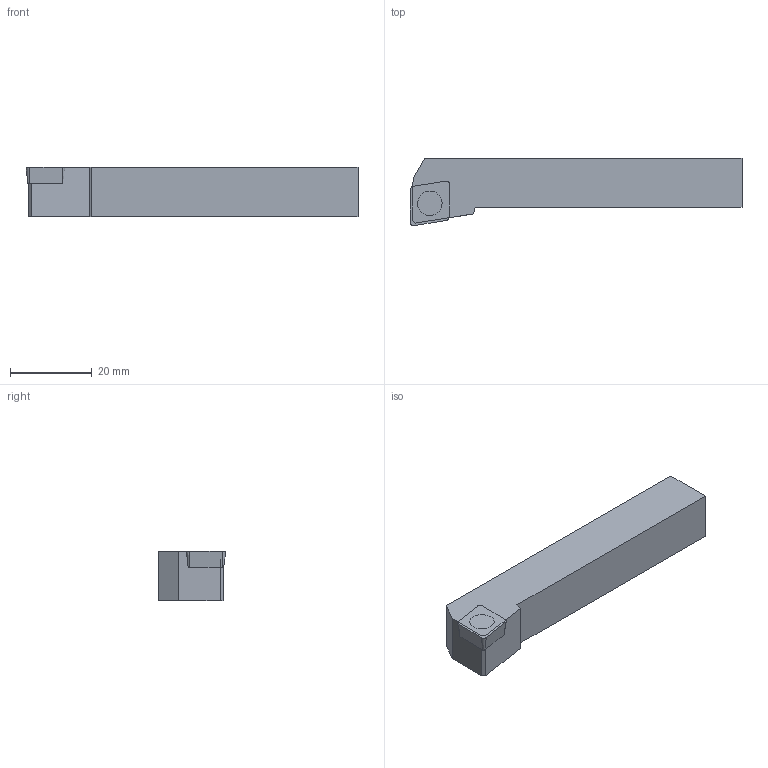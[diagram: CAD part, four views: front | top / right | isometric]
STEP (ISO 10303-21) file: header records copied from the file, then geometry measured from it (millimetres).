
FILE_DESCRIPTION(/* description */ (''),/* implementation_level */ '2;1');
FILE_NAME(/* name */ 'SCFCR1212F09_SIM.stp',/* time_stamp */ '2024-05-20T10:48:44+02:00',/* author */ (''),/* organization */ (''),/* preprocessor_version */ 'ST-DEVELOPER v18.102',/* originating_system */ 'SIEMENS PLM Software NX 2027',/* authorisation */ '');
FILE_SCHEMA (('AUTOMOTIVE_DESIGN { 1 0 10303 214 3 1 1 1 }'));
Length unit declared in the file: millimetre
Products named in the file (1): model1
Bounding box: 81.16 x 16.47 x 12.01 mm (x, y, z)
Volume: 12247.2 mm3; surface area: 4582.3 mm2
Topology: 2 solids, 2 shells, 23 faces, 56 edges, 37 vertices
Faces by surface type: plane 16, cone 4, cylinder 2, torus 1
Full cylindrical faces by diameter (mm): 4.4 x1, 6 x1
Entity records: 684 total; most frequent: DIRECTION 112, CARTESIAN_POINT 112, ORIENTED_EDGE 104, EDGE_CURVE 52, LINE 40, VECTOR 40, VERTEX_POINT 36, AXIS2_PLACEMENT_3D 36
